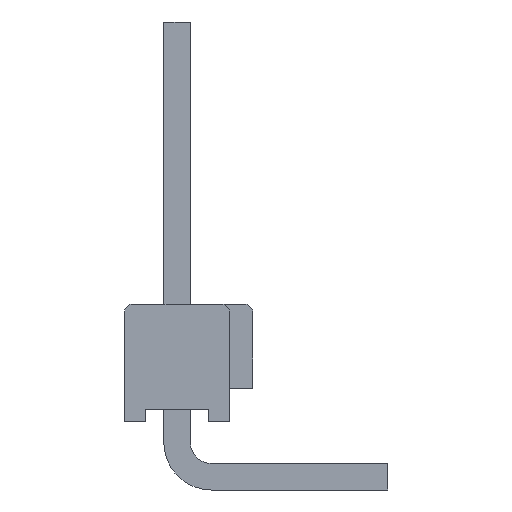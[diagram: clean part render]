
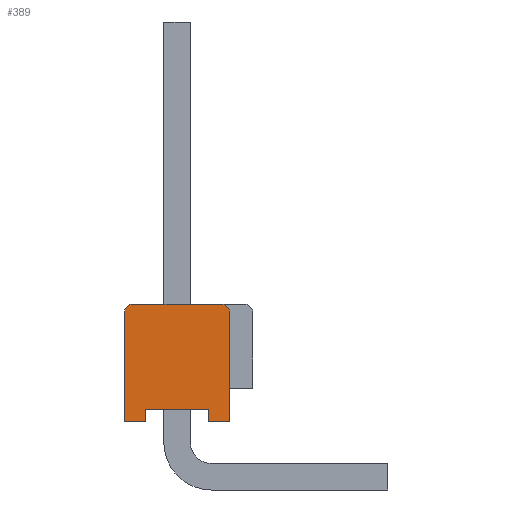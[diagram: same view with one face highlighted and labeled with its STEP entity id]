
A CAD part, left-side view. The second image highlights one B-rep face of the part: STEP entity #389.
In plain terms, the highlighted planar face has unit normal (-1, 0, 0).
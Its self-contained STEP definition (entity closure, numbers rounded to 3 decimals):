
#92 = VERTEX_POINT ( 'NONE', #5194 ) ;
#104 = DIRECTION ( 'NONE',  ( 0., 0., 1. ) ) ;
#150 = LINE ( 'NONE', #1848, #4847 ) ;
#223 = VERTEX_POINT ( 'NONE', #6602 ) ;
#315 = PLANE ( 'NONE',  #6727 ) ;
#389 = ADVANCED_FACE ( 'NONE', ( #4455 ), #315, .F. ) ;
#397 = DIRECTION ( 'NONE',  ( 0., 1., 0. ) ) ;
#428 = CARTESIAN_POINT ( 'NONE',  ( -10.16, 1.25, -2.8 ) ) ;
#630 = DIRECTION ( 'NONE',  ( 0., 0., -1. ) ) ;
#755 = VECTOR ( 'NONE', #2995, 1000. ) ;
#810 = VERTEX_POINT ( 'NONE', #4466 ) ;
#866 = ORIENTED_EDGE ( 'NONE', *, *, #5847, .F. ) ;
#910 = EDGE_CURVE ( 'NONE', #4902, #4853, #6067, .T. ) ;
#1074 = CARTESIAN_POINT ( 'NONE',  ( -10.16, -1.05, 0. ) ) ;
#1253 = AXIS2_PLACEMENT_3D ( 'NONE', #7459, #3776, #104 ) ;
#1260 = DIRECTION ( 'NONE',  ( 1., 0., 0. ) ) ;
#1550 = EDGE_CURVE ( 'NONE', #4853, #3572, #7118, .T. ) ;
#1555 = VECTOR ( 'NONE', #7261, 1000. ) ;
#1681 = AXIS2_PLACEMENT_3D ( 'NONE', #4915, #1260, #5555 ) ;
#1795 = CARTESIAN_POINT ( 'NONE',  ( -10.16, 0., 0. ) ) ;
#1848 = CARTESIAN_POINT ( 'NONE',  ( -10.16, 0.75, -2.5 ) ) ;
#2476 = ORIENTED_EDGE ( 'NONE', *, *, #910, .F. ) ;
#2547 = VECTOR ( 'NONE', #5579, 1000. ) ;
#2641 = EDGE_CURVE ( 'NONE', #810, #92, #4172, .T. ) ;
#2689 = DIRECTION ( 'NONE',  ( 0., 0., 1. ) ) ;
#2771 = CARTESIAN_POINT ( 'NONE',  ( -10.16, 0.75, -2.8 ) ) ;
#2821 = CARTESIAN_POINT ( 'NONE',  ( -10.16, 1.05, 0. ) ) ;
#2828 = ORIENTED_EDGE ( 'NONE', *, *, #5518, .F. ) ;
#2881 = VECTOR ( 'NONE', #3767, 1000. ) ;
#2995 = DIRECTION ( 'NONE',  ( 0., -1., 0. ) ) ;
#3049 = VERTEX_POINT ( 'NONE', #1074 ) ;
#3074 = EDGE_CURVE ( 'NONE', #4383, #3980, #4609, .T. ) ;
#3150 = CARTESIAN_POINT ( 'NONE',  ( -10.16, 0., -2.8 ) ) ;
#3327 = LINE ( 'NONE', #4066, #6590 ) ;
#3370 = CARTESIAN_POINT ( 'NONE',  ( -10.16, -0.75, -2.5 ) ) ;
#3390 = CARTESIAN_POINT ( 'NONE',  ( -10.16, 0., 0. ) ) ;
#3519 = VECTOR ( 'NONE', #4265, 1000. ) ;
#3572 = VERTEX_POINT ( 'NONE', #2821 ) ;
#3755 = ORIENTED_EDGE ( 'NONE', *, *, #1550, .F. ) ;
#3756 = EDGE_CURVE ( 'NONE', #7417, #4902, #4681, .T. ) ;
#3767 = DIRECTION ( 'NONE',  ( 0., 1., 0. ) ) ;
#3776 = DIRECTION ( 'NONE',  ( 1., 0., 0. ) ) ;
#3980 = VERTEX_POINT ( 'NONE', #3370 ) ;
#3997 = DIRECTION ( 'NONE',  ( 0., 0., -1. ) ) ;
#4066 = CARTESIAN_POINT ( 'NONE',  ( -10.16, -1.25, -2.8 ) ) ;
#4144 = ORIENTED_EDGE ( 'NONE', *, *, #3756, .F. ) ;
#4172 = LINE ( 'NONE', #4942, #2547 ) ;
#4175 = CARTESIAN_POINT ( 'NONE',  ( -10.16, -0.75, -2.8 ) ) ;
#4265 = DIRECTION ( 'NONE',  ( 0., 1., 0. ) ) ;
#4383 = VERTEX_POINT ( 'NONE', #4175 ) ;
#4418 = EDGE_CURVE ( 'NONE', #3572, #3049, #5442, .T. ) ;
#4455 = FACE_OUTER_BOUND ( 'NONE', #5190, .T. ) ;
#4466 = CARTESIAN_POINT ( 'NONE',  ( -10.16, -1.25, -0.2 ) ) ;
#4518 = EDGE_CURVE ( 'NONE', #223, #7417, #150, .T. ) ;
#4569 = ORIENTED_EDGE ( 'NONE', *, *, #6005, .F. ) ;
#4609 = LINE ( 'NONE', #5401, #1555 ) ;
#4681 = LINE ( 'NONE', #3150, #2881 ) ;
#4812 = ORIENTED_EDGE ( 'NONE', *, *, #4518, .F. ) ;
#4847 = VECTOR ( 'NONE', #630, 1000. ) ;
#4853 = VERTEX_POINT ( 'NONE', #5258 ) ;
#4902 = VERTEX_POINT ( 'NONE', #428 ) ;
#4915 = CARTESIAN_POINT ( 'NONE',  ( -10.16, 1.05, -0.2 ) ) ;
#4942 = CARTESIAN_POINT ( 'NONE',  ( -10.16, -1.25, 0. ) ) ;
#5107 = ORIENTED_EDGE ( 'NONE', *, *, #3074, .F. ) ;
#5190 = EDGE_LOOP ( 'NONE', ( #3755, #2476, #4144, #4812, #4569, #5107, #866, #6992, #2828, #6090 ) ) ;
#5194 = CARTESIAN_POINT ( 'NONE',  ( -10.16, -1.25, -2.8 ) ) ;
#5258 = CARTESIAN_POINT ( 'NONE',  ( -10.16, 1.25, -0.2 ) ) ;
#5338 = LINE ( 'NONE', #6077, #3519 ) ;
#5401 = CARTESIAN_POINT ( 'NONE',  ( -10.16, -0.75, -2.8 ) ) ;
#5442 = LINE ( 'NONE', #1795, #755 ) ;
#5518 = EDGE_CURVE ( 'NONE', #3049, #810, #6892, .T. ) ;
#5555 = DIRECTION ( 'NONE',  ( 0., 0., 1. ) ) ;
#5579 = DIRECTION ( 'NONE',  ( 0., 0., -1. ) ) ;
#5847 = EDGE_CURVE ( 'NONE', #92, #4383, #3327, .T. ) ;
#6005 = EDGE_CURVE ( 'NONE', #3980, #223, #5338, .T. ) ;
#6067 = LINE ( 'NONE', #7583, #7513 ) ;
#6077 = CARTESIAN_POINT ( 'NONE',  ( -10.16, -0.75, -2.5 ) ) ;
#6090 = ORIENTED_EDGE ( 'NONE', *, *, #4418, .F. ) ;
#6590 = VECTOR ( 'NONE', #397, 1000. ) ;
#6602 = CARTESIAN_POINT ( 'NONE',  ( -10.16, 0.75, -2.5 ) ) ;
#6727 = AXIS2_PLACEMENT_3D ( 'NONE', #3390, #7670, #3997 ) ;
#6892 = CIRCLE ( 'NONE', #1253, 0.2 ) ;
#6992 = ORIENTED_EDGE ( 'NONE', *, *, #2641, .F. ) ;
#7118 = CIRCLE ( 'NONE', #1681, 0.2 ) ;
#7261 = DIRECTION ( 'NONE',  ( 0., 0., 1. ) ) ;
#7417 = VERTEX_POINT ( 'NONE', #2771 ) ;
#7459 = CARTESIAN_POINT ( 'NONE',  ( -10.16, -1.05, -0.2 ) ) ;
#7513 = VECTOR ( 'NONE', #2689, 1000. ) ;
#7583 = CARTESIAN_POINT ( 'NONE',  ( -10.16, 1.25, -2.8 ) ) ;
#7670 = DIRECTION ( 'NONE',  ( 1., 0., 0. ) ) ;
